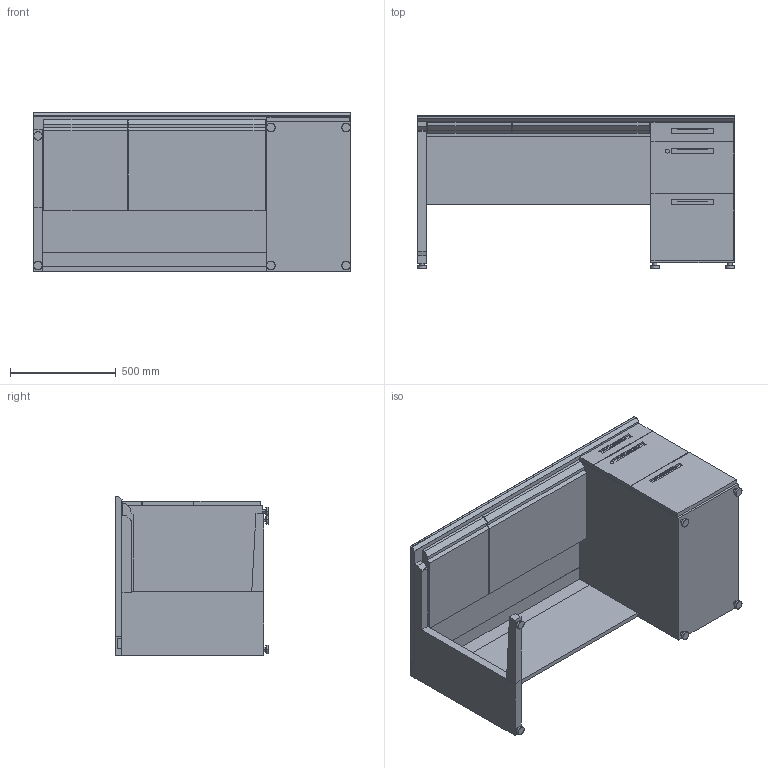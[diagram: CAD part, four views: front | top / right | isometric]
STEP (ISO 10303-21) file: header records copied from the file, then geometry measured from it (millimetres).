
FILE_DESCRIPTION (( 'STEP AP214' ), '1' );
FILE_NAME ('M_SD-ISN1575LCBSM55NN.STEP', '2023-07-08T23:22:26', ( '' ), ( '' ), 'SwSTEP 2.0', 'SolidWorks 2018', '' );
FILE_SCHEMA (( 'AUTOMOTIVE_DESIGN' ));
Length unit declared in the file: millimetre
Products named in the file (1): M_SD-ISN1575LCBSM55NN
Bounding box: 1500 x 720 x 750.71 mm (x, y, z)
Volume: 262423034.5 mm3; surface area: 7824898.6 mm2
Topology: 31 solids, 31 shells, 237 faces, 492 edges, 320 vertices
Faces by surface type: plane 197, bspline 38, cylinder 2
Entity records: 18033 total; most frequent: CARTESIAN_POINT 12780, ORIENTED_EDGE 984, DIRECTION 844, EDGE_CURVE 492, LINE 436, VECTOR 436, VERTEX_POINT 320, EDGE_LOOP 240
